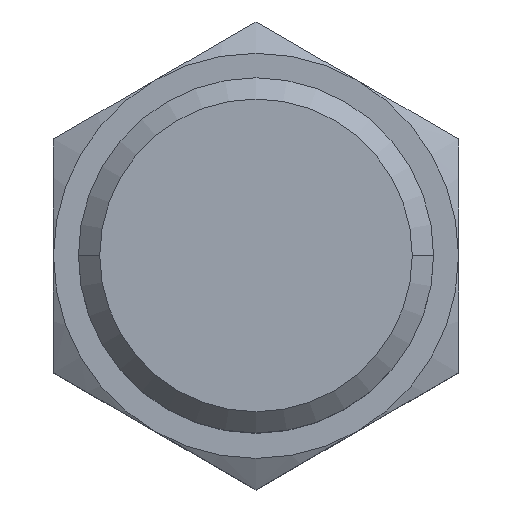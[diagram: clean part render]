
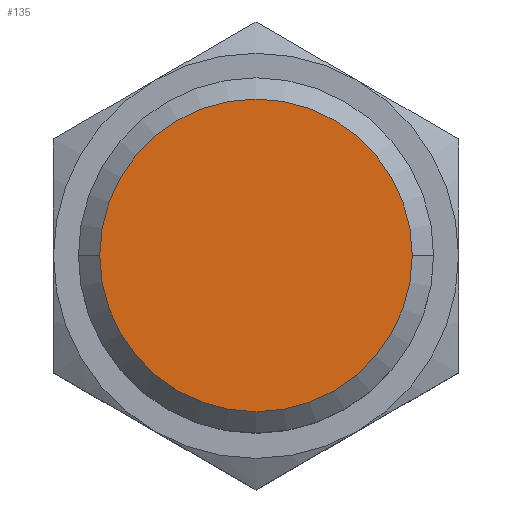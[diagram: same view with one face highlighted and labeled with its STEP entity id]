
A CAD part, top view. The second image highlights one B-rep face of the part: STEP entity #135.
In plain terms, the highlighted planar face has unit normal (0, 0, 1).
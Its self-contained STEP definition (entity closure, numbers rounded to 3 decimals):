
#16 = ORIENTED_EDGE ( 'NONE', *, *, #398, .T. ) ;
#43 = DIRECTION ( 'NONE',  ( 0., 0., 1. ) ) ;
#135 = ADVANCED_FACE ( 'NONE', ( #910 ), #1084, .T. ) ;
#179 = CIRCLE ( 'NONE', #801, 7.331 ) ;
#186 = VERTEX_POINT ( 'NONE', #995 ) ;
#263 = AXIS2_PLACEMENT_3D ( 'NONE', #652, #991, #313 ) ;
#313 = DIRECTION ( 'NONE',  ( 1., 0., 0. ) ) ;
#398 = EDGE_CURVE ( 'NONE', #799, #186, #179, .T. ) ;
#475 = CARTESIAN_POINT ( 'NONE',  ( 0., 0., 32. ) ) ;
#589 = CIRCLE ( 'NONE', #263, 7.331 ) ;
#641 = DIRECTION ( 'NONE',  ( 1., 0., 0. ) ) ;
#652 = CARTESIAN_POINT ( 'NONE',  ( 0., 0., 32. ) ) ;
#670 = EDGE_LOOP ( 'NONE', ( #16, #806 ) ) ;
#758 = AXIS2_PLACEMENT_3D ( 'NONE', #475, #43, #818 ) ;
#799 = VERTEX_POINT ( 'NONE', #1003 ) ;
#801 = AXIS2_PLACEMENT_3D ( 'NONE', #811, #973, #641 ) ;
#806 = ORIENTED_EDGE ( 'NONE', *, *, #1110, .T. ) ;
#811 = CARTESIAN_POINT ( 'NONE',  ( 0., 0., 32. ) ) ;
#818 = DIRECTION ( 'NONE',  ( 1., 0., 0. ) ) ;
#910 = FACE_OUTER_BOUND ( 'NONE', #670, .T. ) ;
#973 = DIRECTION ( 'NONE',  ( 0., 0., 1. ) ) ;
#991 = DIRECTION ( 'NONE',  ( 0., 0., 1. ) ) ;
#995 = CARTESIAN_POINT ( 'NONE',  ( 7.331, 0., 32. ) ) ;
#1003 = CARTESIAN_POINT ( 'NONE',  ( -7.331, 0., 32. ) ) ;
#1084 = PLANE ( 'NONE',  #758 ) ;
#1110 = EDGE_CURVE ( 'NONE', #186, #799, #589, .T. ) ;
